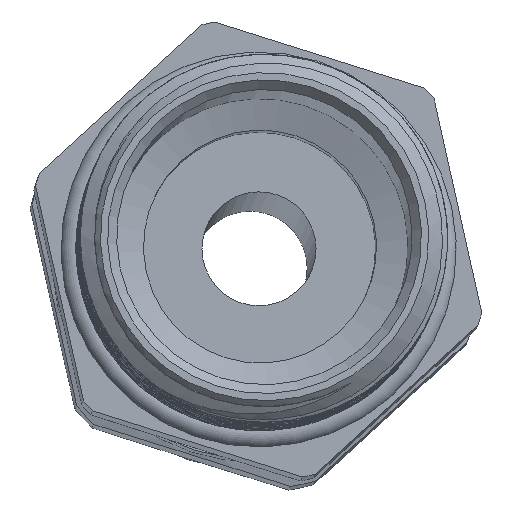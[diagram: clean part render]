
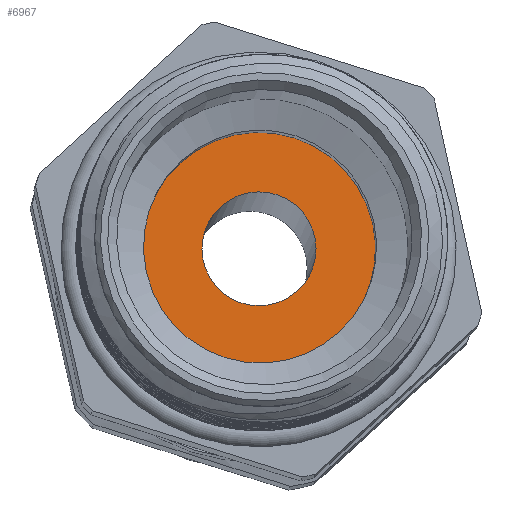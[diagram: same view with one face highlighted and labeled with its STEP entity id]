
A CAD part, front view. The second image highlights one B-rep face of the part: STEP entity #6967.
In plain terms, the highlighted face is planar.
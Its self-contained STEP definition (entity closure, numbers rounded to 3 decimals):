
#255=FACE_BOUND('',#1513,.T.);
#672=CIRCLE('',#7999,3.075);
#676=CIRCLE('',#8007,7.475);
#1070=FACE_OUTER_BOUND('',#1512,.T.);
#1512=EDGE_LOOP('',(#6337));
#1513=EDGE_LOOP('',(#6338));
#3127=VERTEX_POINT('',#16624);
#3131=VERTEX_POINT('',#16636);
#4196=EDGE_CURVE('',#3127,#3127,#672,.T.);
#4200=EDGE_CURVE('',#3131,#3131,#676,.T.);
#6337=ORIENTED_EDGE('',*,*,#4200,.T.);
#6338=ORIENTED_EDGE('',*,*,#4196,.F.);
#6573=PLANE('',#8008);
#6967=ADVANCED_FACE('',(#1070,#255),#6573,.T.);
#7999=AXIS2_PLACEMENT_3D('',#16625,#10188,#10189);
#8007=AXIS2_PLACEMENT_3D('',#16637,#10204,#10205);
#8008=AXIS2_PLACEMENT_3D('',#16638,#10206,#10207);
#10188=DIRECTION('center_axis',(1.,0.,0.));
#10189=DIRECTION('ref_axis',(0.,0.,-1.));
#10204=DIRECTION('center_axis',(1.,0.,0.));
#10205=DIRECTION('ref_axis',(0.,0.,-1.));
#10206=DIRECTION('center_axis',(1.,0.,0.));
#10207=DIRECTION('ref_axis',(0.,0.,-1.));
#16624=CARTESIAN_POINT('',(0.,3.075,0.));
#16625=CARTESIAN_POINT('Origin',(0.,0.,0.));
#16636=CARTESIAN_POINT('',(0.,7.475,0.));
#16637=CARTESIAN_POINT('Origin',(0.,0.,0.));
#16638=CARTESIAN_POINT('Origin',(0.,3.075,0.));
